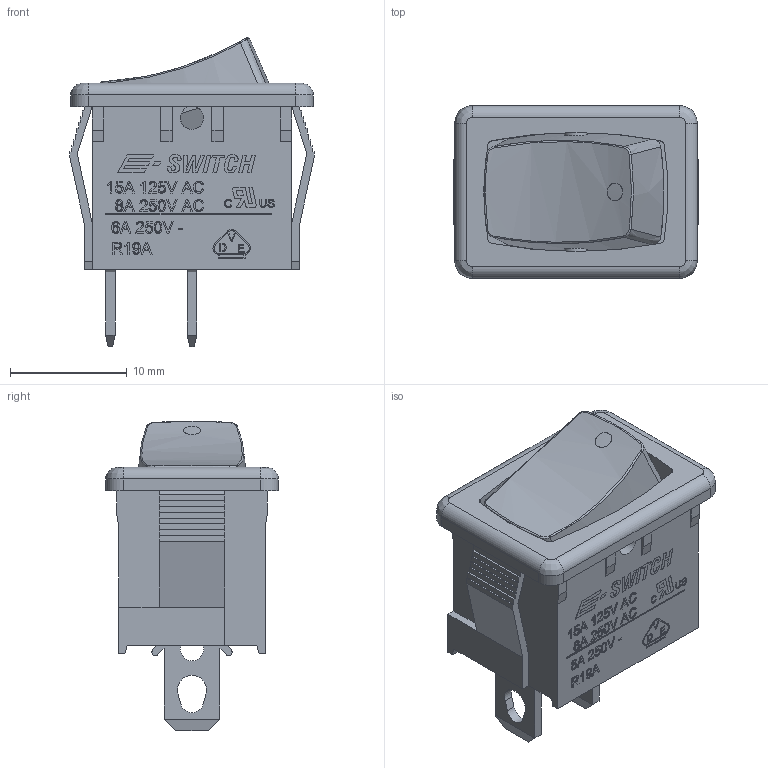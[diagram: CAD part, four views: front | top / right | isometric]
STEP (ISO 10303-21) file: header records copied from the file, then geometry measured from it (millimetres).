
FILE_DESCRIPTION((''),'2;1');
FILE_NAME('R196AxxxxxxAF.stp','2018-03-21T14:38:16',('mroman'),(''),'Autodesk Inventor 2012','Autodesk Inventor 2012','');
FILE_SCHEMA(('CONFIG_CONTROL_DESIGN'));
Length unit declared in the file: inch
Products named in the file (1): R196AxxxxxxAF
Bounding box: 20.94 x 14.8 x 26.56 mm (x, y, z)
Volume: 2250.9 mm3; surface area: 3271.5 mm2
Topology: 1 solids, 1 shells, 885 faces, 2401 edges, 1584 vertices
Faces by surface type: plane 532, bspline 301, cylinder 48, cone 4
Full cylindrical faces by diameter (mm): 2 x6
Entity records: 30615 total; most frequent: CARTESIAN_POINT 10249, ORIENTED_EDGE 4790, DIRECTION 3073, EDGE_CURVE 2395, VECTOR 1663, LINE 1663, VERTEX_POINT 1582, EDGE_LOOP 979
